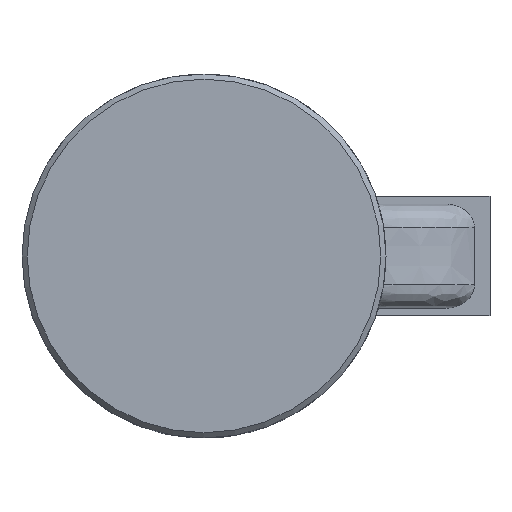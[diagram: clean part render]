
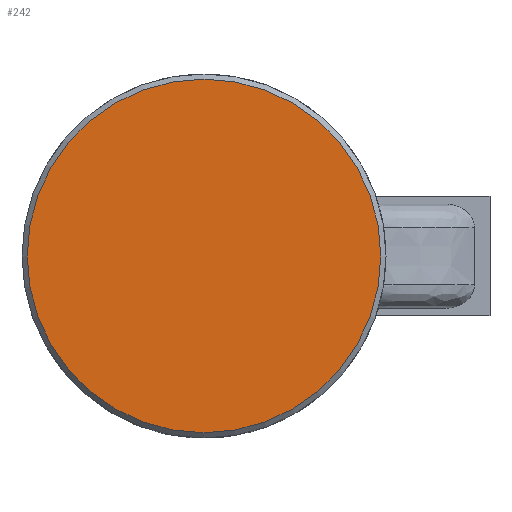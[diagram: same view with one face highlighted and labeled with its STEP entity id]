
A CAD part, top view. The second image highlights one B-rep face of the part: STEP entity #242.
In plain terms, the highlighted planar face has unit normal (0, 0, 1).
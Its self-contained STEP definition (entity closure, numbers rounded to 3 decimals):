
#27=PLANE('',#275);
#46=FACE_OUTER_BOUND('',#60,.T.);
#60=EDGE_LOOP('',(#182));
#102=CIRCLE('',#269,3.4);
#110=VERTEX_POINT('',#344);
#133=EDGE_CURVE('',#110,#110,#102,.T.);
#182=ORIENTED_EDGE('',*,*,#133,.F.);
#242=ADVANCED_FACE('',(#46),#27,.T.);
#269=AXIS2_PLACEMENT_3D('',#345,#291,#292);
#275=AXIS2_PLACEMENT_3D('',#418,#307,#308);
#291=DIRECTION('center_axis',(0.,0.,-1.));
#292=DIRECTION('ref_axis',(1.,0.,0.));
#307=DIRECTION('center_axis',(0.,0.,1.));
#308=DIRECTION('ref_axis',(1.,0.,0.));
#344=CARTESIAN_POINT('',(-3.4,0.,2.05));
#345=CARTESIAN_POINT('Origin',(0.,0.,2.05));
#418=CARTESIAN_POINT('Origin',(0.,0.,2.05));
